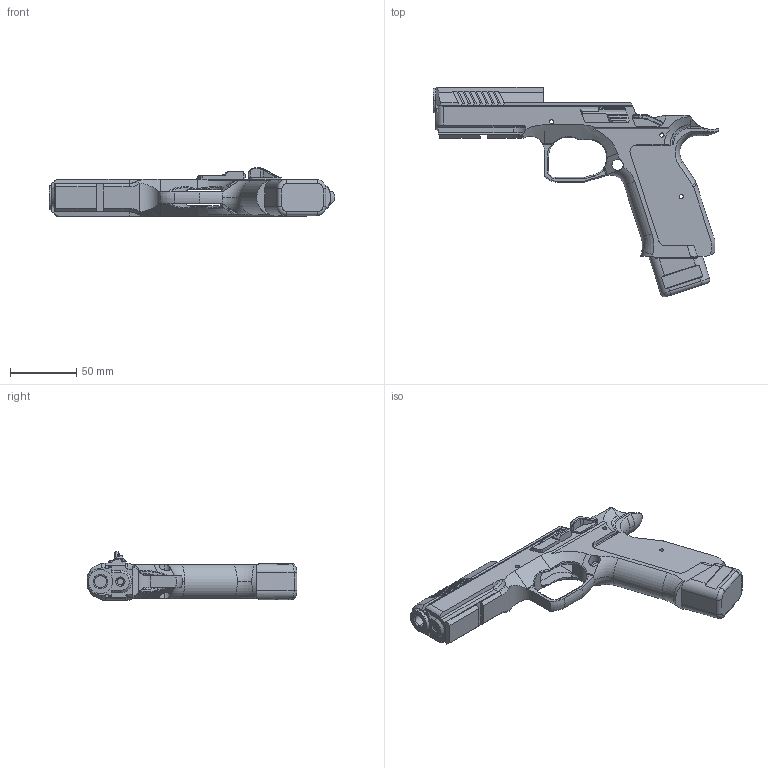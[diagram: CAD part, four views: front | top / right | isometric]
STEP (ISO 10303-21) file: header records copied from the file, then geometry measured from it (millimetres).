
FILE_DESCRIPTION (( 'STEP AP214' ), '1' );
FILE_NAME ('CZS2_grip_extended_safety.STEP', '2024-05-14T13:18:31', ( '' ), ( '' ), 'SwSTEP 2.0', 'SolidWorks 2022', '' );
FILE_SCHEMA (( 'AUTOMOTIVE_DESIGN' ));
Length unit declared in the file: millimetre
Products named in the file (1): CZS2_grip_extended_safety
Bounding box: 216.19 x 158.55 x 36.4 mm (x, y, z)
Volume: 108768.5 mm3; surface area: 67553.4 mm2
Topology: 1 solids, 1 shells, 503 faces, 1431 edges, 924 vertices
Faces by surface type: plane 271, cylinder 151, torus 32, bspline 31, cone 16, sphere 2
Entity records: 18302 total; most frequent: CARTESIAN_POINT 5524, ORIENTED_EDGE 2862, DIRECTION 2474, EDGE_CURVE 1431, VERTEX_POINT 924, VECTOR 892, LINE 892, AXIS2_PLACEMENT_3D 791
